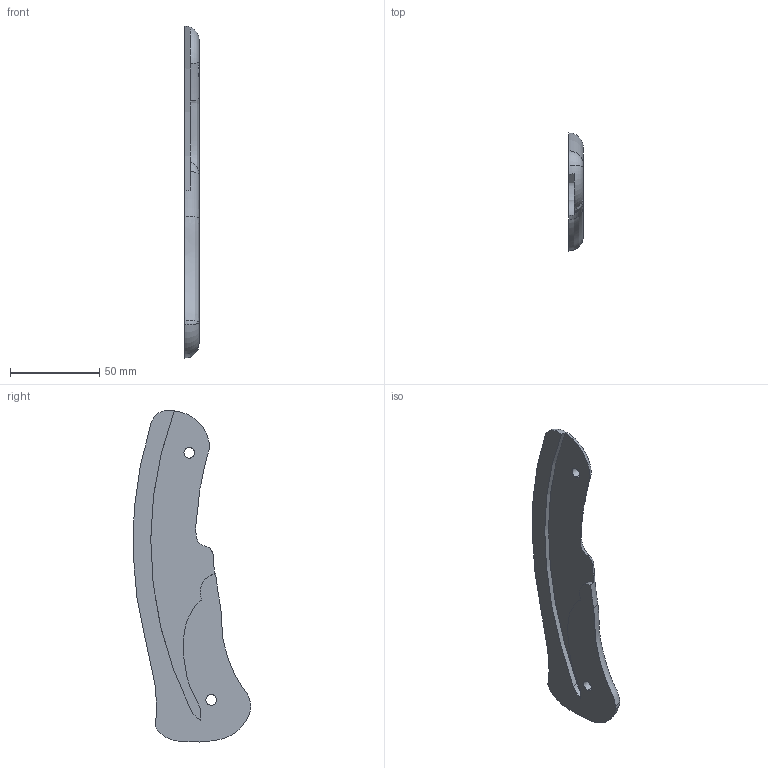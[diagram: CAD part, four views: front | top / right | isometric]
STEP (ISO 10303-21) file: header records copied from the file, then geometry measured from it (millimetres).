
FILE_DESCRIPTION (( 'STEP AP203' ), '1' );
FILE_NAME ('Handle right front_Default_sldprt.STEP', '2026-02-04T19:33:02', ( '' ), ( '' ), 'SwSTEP 2.0', 'SolidWorks 2025', '' );
FILE_SCHEMA (( 'CONFIG_CONTROL_DESIGN' ));
Length unit declared in the file: millimetre
Products named in the file (1): Handle right front_Default_sldprt
Bounding box: 8 x 66.06 x 186.03 mm (x, y, z)
Volume: 44540.5 mm3; surface area: 17833.3 mm2
Topology: 1 solids, 1 shells, 28 faces, 80 edges, 51 vertices
Faces by surface type: cylinder 10, bspline 8, torus 6, plane 4
Entity records: 2885 total; most frequent: CARTESIAN_POINT 2134, ORIENTED_EDGE 154, DIRECTION 127, EDGE_CURVE 77, AXIS2_PLACEMENT_3D 58, VERTEX_POINT 51, CIRCLE 37, EDGE_LOOP 32
